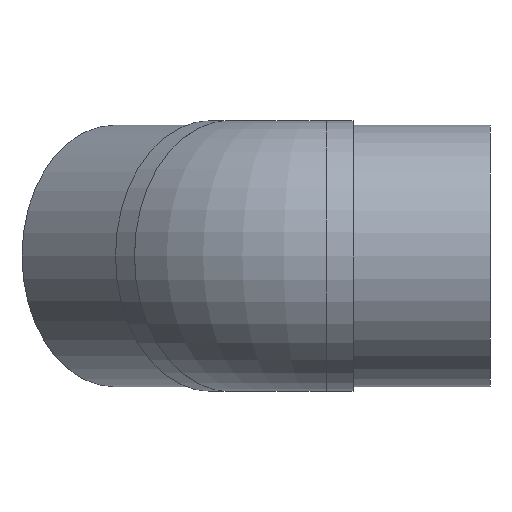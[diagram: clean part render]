
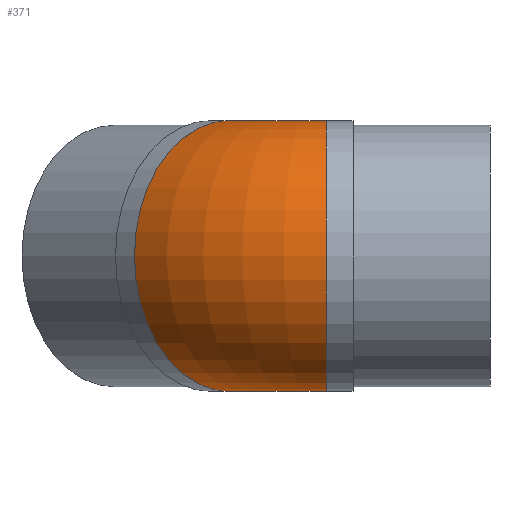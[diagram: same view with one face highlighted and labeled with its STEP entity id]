
A CAD part, left-side view. The second image highlights one B-rep face of the part: STEP entity #371.
In plain terms, the highlighted toroidal (fillet/blend) face has major radius 163.312 mm and minor radius 163.22 mm.
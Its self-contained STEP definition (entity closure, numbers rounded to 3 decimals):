
#320=CARTESIAN_POINT('',(163.22,-67.646,0.));
#321=VERTEX_POINT('',#320);
#322=CARTESIAN_POINT('',(-163.22,-67.646,0.));
#323=VERTEX_POINT('',#322);
#324=CARTESIAN_POINT('',(0.,-67.646,0.));
#325=DIRECTION('',(0.,1.,0.));
#326=DIRECTION('',(1.,0.,0.));
#327=AXIS2_PLACEMENT_3D('',#324,#325,#326);
#328=CIRCLE('',#327,163.22);
#329=EDGE_CURVE('',#321,#323,#328,.T.);
#331=EDGE_CURVE('',#323,#321,#328,.T.);
#341=CARTESIAN_POINT('',(163.247,-67.581,0.));
#342=VERTEX_POINT('',#341);
#343=CARTESIAN_POINT('',(-67.581,163.247,0.));
#344=VERTEX_POINT('',#343);
#345=CARTESIAN_POINT('',(47.833,47.833,0.));
#346=DIRECTION('',(-0.707,-0.707,0.));
#347=DIRECTION('',(0.707,-0.707,0.));
#348=AXIS2_PLACEMENT_3D('',#345,#346,#347);
#349=CIRCLE('',#348,163.22);
#350=EDGE_CURVE('',#342,#344,#349,.T.);
#351=ORIENTED_EDGE('',*,*,#350,.T.);
#352=CARTESIAN_POINT('',(163.312,-67.646,0.));
#353=DIRECTION('',(0.,0.,-1.));
#354=DIRECTION('',(-1.,0.,0.));
#355=AXIS2_PLACEMENT_3D('',#352,#353,#354);
#356=CIRCLE('',#355,326.532);
#357=EDGE_CURVE('',#323,#344,#356,.T.);
#358=ORIENTED_EDGE('',*,*,#357,.F.);
#359=ORIENTED_EDGE('',*,*,#331,.T.);
#360=ORIENTED_EDGE('',*,*,#329,.T.);
#361=ORIENTED_EDGE('',*,*,#357,.T.);
#362=EDGE_CURVE('',#344,#342,#349,.T.);
#363=ORIENTED_EDGE('',*,*,#362,.T.);
#364=EDGE_LOOP('',(#351,#358,#359,#360,#361,#363));
#365=FACE_OUTER_BOUND('',#364,.T.);
#366=CARTESIAN_POINT('',(163.312,-67.646,0.));
#367=DIRECTION('',(0.,0.,-1.));
#368=DIRECTION('',(-1.,0.,0.));
#369=AXIS2_PLACEMENT_3D('',#366,#367,#368);
#370=TOROIDAL_SURFACE('',#369,163.312,163.22);
#371=ADVANCED_FACE('',(#365),#370,.T.);
